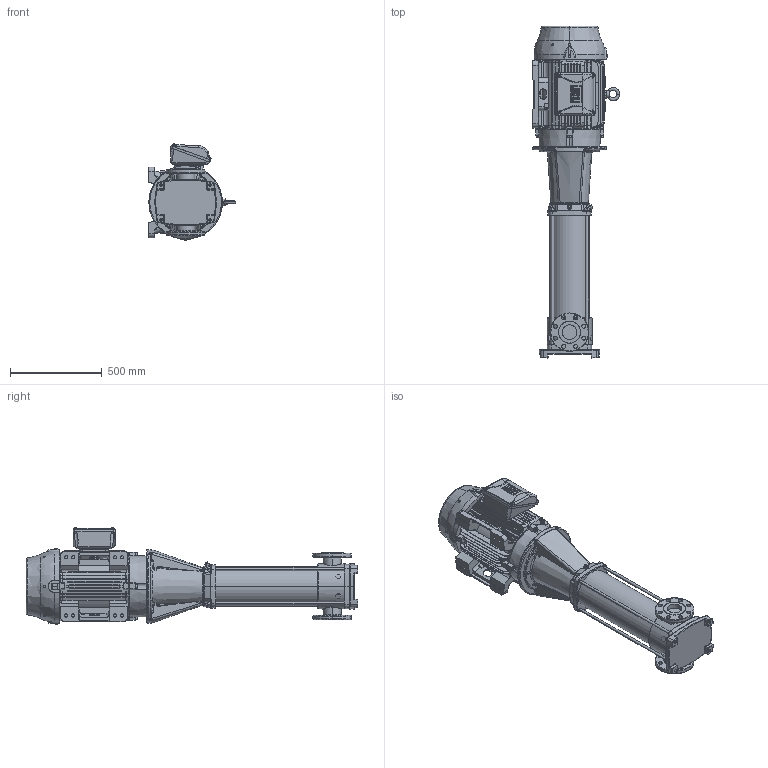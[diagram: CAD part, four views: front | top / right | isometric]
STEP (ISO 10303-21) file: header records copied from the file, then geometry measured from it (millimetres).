
FILE_DESCRIPTION (( 'STEP AP203' ), '1' );
FILE_NAME ('3303129 - MVI-225-7_2-50 HP-326TSC-304-E-230_460~3.step', '2022-03-30T19:48:54', ( '' ), ( '' ), 'SwSTEP 2.0', 'SolidWorks 2021', '' );
FILE_SCHEMA (( 'CONFIG_CONTROL_DESIGN' ));
Length unit declared in the file: inch
Products named in the file (5): sbi_n_45-7_2_flange(NEMA); TEFC MOTOR_2700110 - NEMA V2 50HP 324_6TSC 208-230_460~3 TEFC; MVI PEO - [304-EPDM]_3304129 - MVI-225-7_2-50 HP-326TSC-304-E-S; 3303129 - MVI-225-7_2-50 HP-326TSC-304-E-230_460~3; 2700110 - NEMA V2 50HP 324_6TSC 208-230_460~3 TEFC
Assembly tree (4 placements, depth 3):
  3303129 - MVI-225-7_2-50 HP-326TSC-304-E-230_460~3
    MVI PEO - [304-EPDM]_3304129 - MVI-225-7_2-50 HP-326TSC-304-E-S
      sbi_n_45-7_2_flange(NEMA)
    TEFC MOTOR_2700110 - NEMA V2 50HP 324_6TSC 208-230_460~3 TEFC
      2700110 - NEMA V2 50HP 324_6TSC 208-230_460~3 TEFC
Bounding box: 476.2 x 1806.91 x 525.98 mm (x, y, z)
Volume: 122951915.6 mm3; surface area: 3822263.7 mm2
Topology: 2 solids, 6 shells, 2998 faces, 8183 edges, 5291 vertices
Faces by surface type: cylinder 1009, plane 975, bspline 786, cone 228
Entity records: 166056 total; most frequent: CARTESIAN_POINT 97931, ORIENTED_EDGE 16266, DIRECTION 11143, EDGE_CURVE 8133, VERTEX_POINT 5291, AXIS2_PLACEMENT_3D 4231, EDGE_LOOP 3230, B_SPLINE_CURVE_WITH_KNOTS 3225
